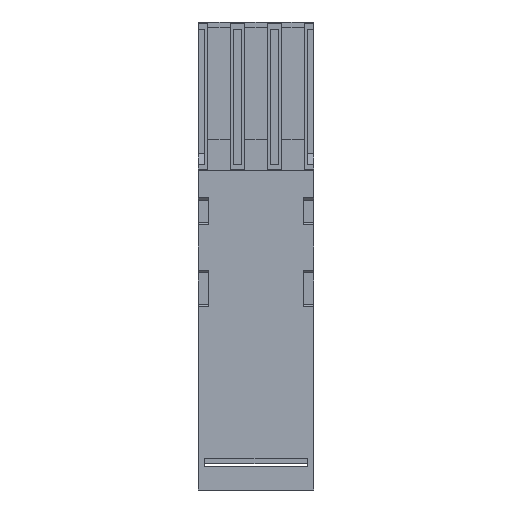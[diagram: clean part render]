
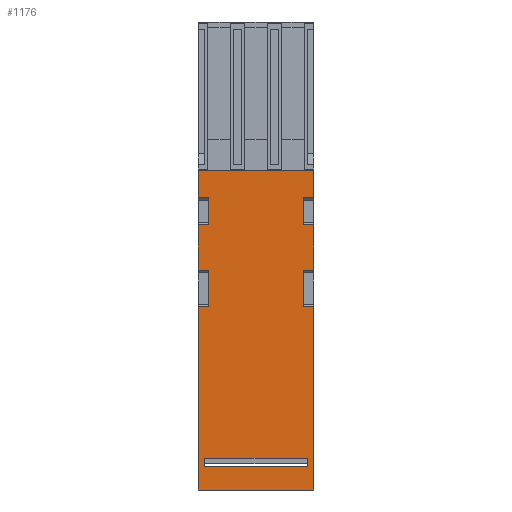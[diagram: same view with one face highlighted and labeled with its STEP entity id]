
A CAD part, front view. The second image highlights one B-rep face of the part: STEP entity #1176.
In plain terms, the highlighted planar face has unit normal (0, -1, 0).
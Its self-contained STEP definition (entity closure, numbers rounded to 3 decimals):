
#1176=ADVANCED_FACE('NONE',(#3289,#3290),#3291,.T.);
#3289=FACE_OUTER_BOUND('',#6352,.T.);
#3290=FACE_BOUND('',#6353,.T.);
#3291=PLANE('',#6354);
#6352=EDGE_LOOP('',(#22670,#22671,#22672,#22673,#22674,#22675,#22676,#22677,#22678,#22679,#22680,#22681,#22682,#22683,#22684,#22685,#22686,#22687,#22688,#22689,#22690,#22691,#22692,#22693));
#6353=EDGE_LOOP('',(#22694,#22695,#22696,#22697));
#6354=AXIS2_PLACEMENT_3D('',#22698,#22699,#22700);
#22670=ORIENTED_EDGE('',*,*,#31492,.F.);
#22671=ORIENTED_EDGE('',*,*,#31493,.T.);
#22672=ORIENTED_EDGE('',*,*,#31494,.F.);
#22673=ORIENTED_EDGE('',*,*,#31495,.T.);
#22674=ORIENTED_EDGE('',*,*,#31496,.T.);
#22675=ORIENTED_EDGE('',*,*,#31497,.T.);
#22676=ORIENTED_EDGE('',*,*,#31498,.F.);
#22677=ORIENTED_EDGE('',*,*,#31499,.T.);
#22678=ORIENTED_EDGE('',*,*,#31500,.T.);
#22679=ORIENTED_EDGE('',*,*,#31501,.T.);
#22680=ORIENTED_EDGE('',*,*,#31502,.T.);
#22681=ORIENTED_EDGE('',*,*,#31503,.F.);
#22682=ORIENTED_EDGE('',*,*,#31504,.F.);
#22683=ORIENTED_EDGE('',*,*,#31505,.F.);
#22684=ORIENTED_EDGE('',*,*,#31506,.T.);
#22685=ORIENTED_EDGE('',*,*,#31507,.F.);
#22686=ORIENTED_EDGE('',*,*,#31508,.F.);
#22687=ORIENTED_EDGE('',*,*,#31509,.F.);
#22688=ORIENTED_EDGE('',*,*,#31510,.T.);
#22689=ORIENTED_EDGE('',*,*,#31511,.F.);
#22690=ORIENTED_EDGE('',*,*,#31512,.T.);
#22691=ORIENTED_EDGE('',*,*,#31108,.T.);
#22692=ORIENTED_EDGE('',*,*,#31513,.F.);
#22693=ORIENTED_EDGE('',*,*,#31514,.T.);
#22694=ORIENTED_EDGE('',*,*,#31515,.T.);
#22695=ORIENTED_EDGE('',*,*,#31516,.T.);
#22696=ORIENTED_EDGE('',*,*,#31517,.T.);
#22697=ORIENTED_EDGE('',*,*,#31518,.T.);
#22698=CARTESIAN_POINT('',(0.0,4.54,62.2));
#22699=DIRECTION('',(0.0,-1.0,0.0));
#22700=DIRECTION('',(0.0,0.0,1.0));
#31108=EDGE_CURVE('NONE',#35207,#35205,#35208,.T.);
#31492=EDGE_CURVE('NONE',#35958,#35959,#35960,.T.);
#31493=EDGE_CURVE('NONE',#35958,#35961,#35962,.T.);
#31494=EDGE_CURVE('NONE',#35963,#35961,#35964,.T.);
#31495=EDGE_CURVE('NONE',#35963,#35965,#35966,.T.);
#31496=EDGE_CURVE('NONE',#35965,#35967,#35968,.T.);
#31497=EDGE_CURVE('NONE',#35967,#35969,#35970,.T.);
#31498=EDGE_CURVE('NONE',#35971,#35969,#35972,.T.);
#31499=EDGE_CURVE('NONE',#35971,#35973,#35974,.T.);
#31500=EDGE_CURVE('NONE',#35973,#35975,#35976,.T.);
#31501=EDGE_CURVE('NONE',#35975,#35977,#35978,.T.);
#31502=EDGE_CURVE('NONE',#35977,#35979,#35980,.T.);
#31503=EDGE_CURVE('NONE',#35981,#35979,#35982,.T.);
#31504=EDGE_CURVE('NONE',#35983,#35981,#35984,.T.);
#31505=EDGE_CURVE('NONE',#35985,#35983,#35986,.T.);
#31506=EDGE_CURVE('NONE',#35985,#35987,#35988,.T.);
#31507=EDGE_CURVE('NONE',#35989,#35987,#35990,.T.);
#31508=EDGE_CURVE('NONE',#35991,#35989,#35992,.T.);
#31509=EDGE_CURVE('NONE',#35993,#35991,#35994,.T.);
#31510=EDGE_CURVE('NONE',#35993,#35995,#35996,.T.);
#31511=EDGE_CURVE('NONE',#35997,#35995,#35998,.T.);
#31512=EDGE_CURVE('NONE',#35997,#35207,#35999,.T.);
#31513=EDGE_CURVE('NONE',#36000,#35205,#36001,.T.);
#31514=EDGE_CURVE('NONE',#36000,#35959,#36002,.T.);
#31515=EDGE_CURVE('NONE',#36003,#36004,#36005,.T.);
#31516=EDGE_CURVE('NONE',#36004,#36006,#36007,.T.);
#31517=EDGE_CURVE('NONE',#36006,#36008,#36009,.T.);
#31518=EDGE_CURVE('NONE',#36008,#36003,#36010,.T.);
#35205=VERTEX_POINT('NONE',#41255);
#35207=VERTEX_POINT('NONE',#41258);
#35208=LINE('',#41259,#41260);
#35958=VERTEX_POINT('NONE',#44069);
#35959=VERTEX_POINT('NONE',#44070);
#35960=LINE('',#44071,#44072);
#35961=VERTEX_POINT('NONE',#44073);
#35962=LINE('',#44074,#44075);
#35963=VERTEX_POINT('NONE',#44076);
#35964=LINE('',#44077,#44078);
#35965=VERTEX_POINT('NONE',#44079);
#35966=LINE('',#44080,#44081);
#35967=VERTEX_POINT('NONE',#44082);
#35968=LINE('',#44083,#44084);
#35969=VERTEX_POINT('NONE',#44085);
#35970=LINE('',#44086,#44087);
#35971=VERTEX_POINT('NONE',#44088);
#35972=LINE('',#44089,#44090);
#35973=VERTEX_POINT('NONE',#44091);
#35974=LINE('',#44092,#44093);
#35975=VERTEX_POINT('NONE',#44094);
#35976=LINE('',#44095,#44096);
#35977=VERTEX_POINT('NONE',#44097);
#35978=LINE('',#44098,#44099);
#35979=VERTEX_POINT('NONE',#44100);
#35980=LINE('',#44101,#44102);
#35981=VERTEX_POINT('NONE',#44103);
#35982=LINE('',#44104,#44105);
#35983=VERTEX_POINT('NONE',#44106);
#35984=LINE('',#44107,#44108);
#35985=VERTEX_POINT('NONE',#44109);
#35986=LINE('',#44110,#44111);
#35987=VERTEX_POINT('NONE',#44112);
#35988=LINE('',#44113,#44114);
#35989=VERTEX_POINT('NONE',#44115);
#35990=LINE('',#44116,#44117);
#35991=VERTEX_POINT('NONE',#44118);
#35992=LINE('',#44119,#44120);
#35993=VERTEX_POINT('NONE',#44121);
#35994=LINE('',#44122,#44123);
#35995=VERTEX_POINT('NONE',#44124);
#35996=LINE('',#44125,#44126);
#35997=VERTEX_POINT('NONE',#44127);
#35998=LINE('',#44128,#44129);
#35999=LINE('',#44130,#44131);
#36000=VERTEX_POINT('NONE',#44132);
#36001=LINE('',#44133,#44134);
#36002=LINE('',#44135,#44136);
#36003=VERTEX_POINT('NONE',#44137);
#36004=VERTEX_POINT('NONE',#44138);
#36005=LINE('',#44139,#44140);
#36006=VERTEX_POINT('NONE',#44141);
#36007=LINE('',#44142,#44143);
#36008=VERTEX_POINT('NONE',#44144);
#36009=LINE('',#44145,#44146);
#36010=LINE('',#44147,#44148);
#41255=CARTESIAN_POINT('',(22.49,4.54,62.2));
#41258=CARTESIAN_POINT('',(22.49,4.54,58.7));
#41259=CARTESIAN_POINT('',(22.49,4.54,62.2));
#41260=VECTOR('',#53343,1000.0);
#44069=CARTESIAN_POINT('',(0.0,4.54,58.7));
#44070=CARTESIAN_POINT('',(0.01,4.54,58.7));
#44071=CARTESIAN_POINT('',(0.0,4.54,58.7));
#44072=VECTOR('',#53628,1000.0);
#44073=CARTESIAN_POINT('',(0.0,4.54,56.8));
#44074=CARTESIAN_POINT('',(0.0,4.54,62.2));
#44075=VECTOR('',#53629,1000.0);
#44076=CARTESIAN_POINT('',(2.05,4.54,56.8));
#44077=CARTESIAN_POINT('',(2.05,4.54,56.8));
#44078=VECTOR('',#53630,1000.0);
#44079=CARTESIAN_POINT('',(2.05,4.54,51.6));
#44080=CARTESIAN_POINT('',(2.05,4.54,51.6));
#44081=VECTOR('',#53631,1000.0);
#44082=CARTESIAN_POINT('',(0.0,4.54,51.6));
#44083=CARTESIAN_POINT('',(2.05,4.54,51.6));
#44084=VECTOR('',#53632,1000.0);
#44085=CARTESIAN_POINT('',(0.0,4.54,42.7));
#44086=CARTESIAN_POINT('',(0.0,4.54,62.2));
#44087=VECTOR('',#53633,1000.0);
#44088=CARTESIAN_POINT('',(2.05,4.54,42.7));
#44089=CARTESIAN_POINT('',(2.05,4.54,42.7));
#44090=VECTOR('',#53634,1000.0);
#44091=CARTESIAN_POINT('',(2.05,4.54,35.6));
#44092=CARTESIAN_POINT('',(2.05,4.54,35.6));
#44093=VECTOR('',#53635,1000.0);
#44094=CARTESIAN_POINT('',(0.0,4.54,35.6));
#44095=CARTESIAN_POINT('',(2.05,4.54,35.6));
#44096=VECTOR('',#53636,1000.0);
#44097=CARTESIAN_POINT('',(0.0,4.54,0.));
#44098=CARTESIAN_POINT('',(0.0,4.54,62.2));
#44099=VECTOR('',#53637,1000.0);
#44100=CARTESIAN_POINT('',(22.5,4.54,0.));
#44101=CARTESIAN_POINT('',(0.0,4.54,0.));
#44102=VECTOR('',#53638,1000.0);
#44103=CARTESIAN_POINT('',(22.5,4.54,35.6));
#44104=CARTESIAN_POINT('',(22.5,4.54,62.2));
#44105=VECTOR('',#53639,1000.0);
#44106=CARTESIAN_POINT('',(20.45,4.54,35.6));
#44107=CARTESIAN_POINT('',(20.45,4.54,35.6));
#44108=VECTOR('',#53640,1000.0);
#44109=CARTESIAN_POINT('',(20.45,4.54,42.7));
#44110=CARTESIAN_POINT('',(20.45,4.54,35.6));
#44111=VECTOR('',#53641,1000.0);
#44112=CARTESIAN_POINT('',(22.5,4.54,42.7));
#44113=CARTESIAN_POINT('',(20.45,4.54,42.7));
#44114=VECTOR('',#53642,1000.0);
#44115=CARTESIAN_POINT('',(22.5,4.54,51.6));
#44116=CARTESIAN_POINT('',(22.5,4.54,62.2));
#44117=VECTOR('',#53643,1000.0);
#44118=CARTESIAN_POINT('',(20.45,4.54,51.6));
#44119=CARTESIAN_POINT('',(20.45,4.54,51.6));
#44120=VECTOR('',#53644,1000.0);
#44121=CARTESIAN_POINT('',(20.45,4.54,56.8));
#44122=CARTESIAN_POINT('',(20.45,4.54,51.6));
#44123=VECTOR('',#53645,1000.0);
#44124=CARTESIAN_POINT('',(22.5,4.54,56.8));
#44125=CARTESIAN_POINT('',(20.45,4.54,56.8));
#44126=VECTOR('',#53646,1000.0);
#44127=CARTESIAN_POINT('',(22.5,4.54,58.7));
#44128=CARTESIAN_POINT('',(22.5,4.54,62.2));
#44129=VECTOR('',#53647,1000.0);
#44130=CARTESIAN_POINT('',(0.0,4.54,58.7));
#44131=VECTOR('',#53648,1000.0);
#44132=CARTESIAN_POINT('',(0.01,4.54,62.2));
#44133=CARTESIAN_POINT('',(0.0,4.54,62.2));
#44134=VECTOR('',#53649,1000.0);
#44135=CARTESIAN_POINT('',(0.01,4.54,62.2));
#44136=VECTOR('',#53650,1000.0);
#44137=CARTESIAN_POINT('',(21.253,4.54,4.5));
#44138=CARTESIAN_POINT('',(1.253,4.54,4.5));
#44139=CARTESIAN_POINT('',(0.0,4.54,4.5));
#44140=VECTOR('',#53651,1000.0);
#44141=CARTESIAN_POINT('',(1.253,4.54,6.2));
#44142=CARTESIAN_POINT('',(1.253,4.54,62.2));
#44143=VECTOR('',#53652,1000.0);
#44144=CARTESIAN_POINT('',(21.253,4.54,6.2));
#44145=CARTESIAN_POINT('',(0.0,4.54,6.2));
#44146=VECTOR('',#53653,1000.0);
#44147=CARTESIAN_POINT('',(21.253,4.54,62.2));
#44148=VECTOR('',#53654,1000.0);
#53343=DIRECTION('',(0.0,0.0,1.0));
#53628=DIRECTION('',(1.0,0.0,0.0));
#53629=DIRECTION('',(0.0,0.0,-1.0));
#53630=DIRECTION('',(-1.0,0.0,0.0));
#53631=DIRECTION('',(0.0,0.0,-1.0));
#53632=DIRECTION('',(-1.0,0.0,0.0));
#53633=DIRECTION('',(0.0,0.0,-1.0));
#53634=DIRECTION('',(-1.0,0.0,0.0));
#53635=DIRECTION('',(0.0,0.0,-1.0));
#53636=DIRECTION('',(-1.0,0.0,0.0));
#53637=DIRECTION('',(0.0,0.0,-1.0));
#53638=DIRECTION('',(1.0,0.0,0.0));
#53639=DIRECTION('',(0.0,0.0,-1.0));
#53640=DIRECTION('',(1.0,0.0,-0.0));
#53641=DIRECTION('',(-0.0,0.0,-1.0));
#53642=DIRECTION('',(1.0,0.0,-0.0));
#53643=DIRECTION('',(0.0,0.0,-1.0));
#53644=DIRECTION('',(1.0,0.0,-0.0));
#53645=DIRECTION('',(-0.0,0.0,-1.0));
#53646=DIRECTION('',(1.0,0.0,-0.0));
#53647=DIRECTION('',(0.0,0.0,-1.0));
#53648=DIRECTION('',(-1.0,0.0,0.0));
#53649=DIRECTION('',(1.0,0.0,0.0));
#53650=DIRECTION('',(0.0,0.0,-1.0));
#53651=DIRECTION('',(-1.0,0.0,0.0));
#53652=DIRECTION('',(0.0,0.0,1.0));
#53653=DIRECTION('',(1.0,0.0,0.0));
#53654=DIRECTION('',(0.,0.0,-1.0));
